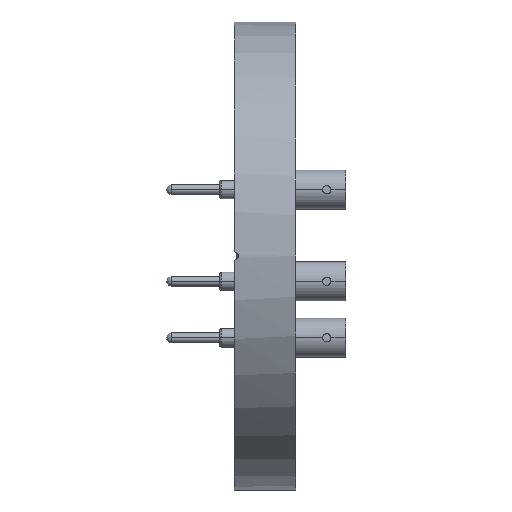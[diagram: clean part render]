
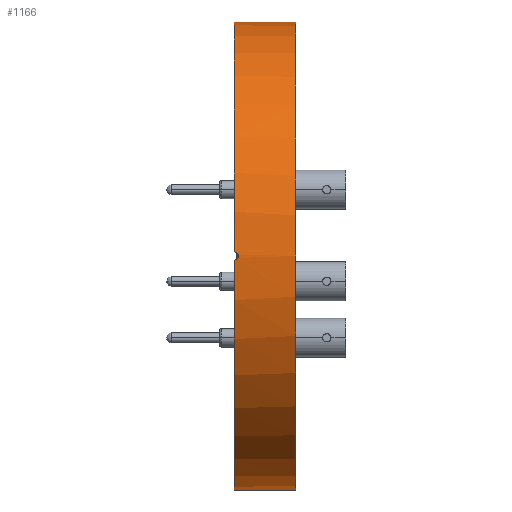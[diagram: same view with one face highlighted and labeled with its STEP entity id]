
A CAD part, left-side view. The second image highlights one B-rep face of the part: STEP entity #1166.
In plain terms, the highlighted cylindrical face has radius 57.15 mm (diameter 114.3 mm), a partial arc.
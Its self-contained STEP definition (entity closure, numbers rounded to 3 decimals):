
#5 = EDGE_CURVE ( 'NONE', #2930, #2820, #921, .T. ) ;
#57 = CARTESIAN_POINT ( 'NONE',  ( -57.15, -0.974, -0.261 ) ) ;
#111 = ORIENTED_EDGE ( 'NONE', *, *, #1245, .T. ) ;
#175 = DIRECTION ( 'NONE',  ( 0., 1., 0. ) ) ;
#244 = EDGE_LOOP ( 'NONE', ( #2662, #111, #1313, #2390, #1264, #1077 ) ) ;
#265 = CARTESIAN_POINT ( 'NONE',  ( -57.141, -0.264, -1. ) ) ;
#270 = CARTESIAN_POINT ( 'NONE',  ( 0., 0., 0. ) ) ;
#301 = CIRCLE ( 'NONE', #2853, 57.15 ) ;
#456 = DIRECTION ( 'NONE',  ( 0., 1., 0. ) ) ;
#499 = DIRECTION ( 'NONE',  ( 0., 1., 0. ) ) ;
#526 = CARTESIAN_POINT ( 'NONE',  ( -57.141, 0., -1. ) ) ;
#750 = CYLINDRICAL_SURFACE ( 'NONE', #2609, 57.15 ) ;
#763 = CARTESIAN_POINT ( 'NONE',  ( -57.147, -0.801, -0.613 ) ) ;
#830 = CIRCLE ( 'NONE', #2864, 57.15 ) ;
#900 = DIRECTION ( 'NONE',  ( 0., 1., 0. ) ) ;
#921 = LINE ( 'NONE', #1547, #926 ) ;
#926 = VECTOR ( 'NONE', #456, 1000. ) ;
#1077 = ORIENTED_EDGE ( 'NONE', *, *, #2436, .F. ) ;
#1149 = EDGE_CURVE ( 'NONE', #2406, #3008, #1285, .T. ) ;
#1160 = CARTESIAN_POINT ( 'NONE',  ( 0., -15., 57.15 ) ) ;
#1166 = ADVANCED_FACE ( 'NONE', ( #1668 ), #750, .T. ) ;
#1204 = CARTESIAN_POINT ( 'NONE',  ( -57.141, 0., 1. ) ) ;
#1210 = DIRECTION ( 'NONE',  ( 0., 0., 1. ) ) ;
#1228 = CARTESIAN_POINT ( 'NONE',  ( -57.15, -1., -0.13 ) ) ;
#1245 = EDGE_CURVE ( 'NONE', #1491, #2930, #301, .T. ) ;
#1264 = ORIENTED_EDGE ( 'NONE', *, *, #1149, .T. ) ;
#1285 = B_SPLINE_CURVE_WITH_KNOTS ( 'NONE', 3,
 ( #1204, #1424, #1650, #1444, #1470, #2402, #2890, #1947, #2596, #1228, #57, #2374, #763, #1703, #265, #526 ),
 .UNSPECIFIED., .F., .F.,
 ( 4, 2, 2, 2, 2, 2, 2, 4 ),
 ( 0., 0., 0.001, 0.001, 0.002, 0.002, 0.002, 0.003 ),
 .UNSPECIFIED. ) ;
#1313 = ORIENTED_EDGE ( 'NONE', *, *, #5, .T. ) ;
#1364 = CARTESIAN_POINT ( 'NONE',  ( 0., 0., -57.15 ) ) ;
#1424 = CARTESIAN_POINT ( 'NONE',  ( -57.141, -0.132, 1. ) ) ;
#1444 = CARTESIAN_POINT ( 'NONE',  ( -57.143, -0.504, 0.874 ) ) ;
#1470 = CARTESIAN_POINT ( 'NONE',  ( -57.144, -0.615, 0.799 ) ) ;
#1485 = AXIS2_PLACEMENT_3D ( 'NONE', #270, #2381, #1210 ) ;
#1491 = VERTEX_POINT ( 'NONE', #2072 ) ;
#1506 = DIRECTION ( 'NONE',  ( 0., 1., 0. ) ) ;
#1534 = CARTESIAN_POINT ( 'NONE',  ( 0., -15., 0. ) ) ;
#1547 = CARTESIAN_POINT ( 'NONE',  ( 0., -15., 57.15 ) ) ;
#1578 = CARTESIAN_POINT ( 'NONE',  ( -57.141, 0., 1. ) ) ;
#1650 = CARTESIAN_POINT ( 'NONE',  ( -57.142, -0.262, 0.974 ) ) ;
#1668 = FACE_OUTER_BOUND ( 'NONE', #244, .T. ) ;
#1703 = CARTESIAN_POINT ( 'NONE',  ( -57.143, -0.521, -0.893 ) ) ;
#1786 = CARTESIAN_POINT ( 'NONE',  ( 0., -15., -57.15 ) ) ;
#1796 = DIRECTION ( 'NONE',  ( 0., 0., 1. ) ) ;
#1947 = CARTESIAN_POINT ( 'NONE',  ( -57.15, -0.974, 0.263 ) ) ;
#2012 = DIRECTION ( 'NONE',  ( 0., 0., 1. ) ) ;
#2072 = CARTESIAN_POINT ( 'NONE',  ( 0., -15., -57.15 ) ) ;
#2182 = DIRECTION ( 'NONE',  ( 0., 0., 1. ) ) ;
#2307 = LINE ( 'NONE', #1786, #2377 ) ;
#2374 = CARTESIAN_POINT ( 'NONE',  ( -57.148, -0.874, -0.503 ) ) ;
#2377 = VECTOR ( 'NONE', #900, 1000. ) ;
#2381 = DIRECTION ( 'NONE',  ( 0., 1., 0. ) ) ;
#2390 = ORIENTED_EDGE ( 'NONE', *, *, #2610, .F. ) ;
#2402 = CARTESIAN_POINT ( 'NONE',  ( -57.147, -0.799, 0.615 ) ) ;
#2406 = VERTEX_POINT ( 'NONE', #1578 ) ;
#2436 = EDGE_CURVE ( 'NONE', #2866, #3008, #830, .T. ) ;
#2579 = EDGE_CURVE ( 'NONE', #1491, #2866, #2307, .T. ) ;
#2596 = CARTESIAN_POINT ( 'NONE',  ( -57.15, -1., 0.131 ) ) ;
#2606 = CARTESIAN_POINT ( 'NONE',  ( -57.141, 0., -1. ) ) ;
#2609 = AXIS2_PLACEMENT_3D ( 'NONE', #2614, #499, #2182 ) ;
#2610 = EDGE_CURVE ( 'NONE', #2406, #2820, #2949, .T. ) ;
#2614 = CARTESIAN_POINT ( 'NONE',  ( 0., -15., 0. ) ) ;
#2662 = ORIENTED_EDGE ( 'NONE', *, *, #2579, .F. ) ;
#2818 = CARTESIAN_POINT ( 'NONE',  ( 0., 0., 57.15 ) ) ;
#2820 = VERTEX_POINT ( 'NONE', #2818 ) ;
#2853 = AXIS2_PLACEMENT_3D ( 'NONE', #1534, #1506, #2012 ) ;
#2864 = AXIS2_PLACEMENT_3D ( 'NONE', #2978, #175, #1796 ) ;
#2866 = VERTEX_POINT ( 'NONE', #1364 ) ;
#2890 = CARTESIAN_POINT ( 'NONE',  ( -57.148, -0.874, 0.503 ) ) ;
#2930 = VERTEX_POINT ( 'NONE', #1160 ) ;
#2949 = CIRCLE ( 'NONE', #1485, 57.15 ) ;
#2978 = CARTESIAN_POINT ( 'NONE',  ( 0., 0., 0. ) ) ;
#3008 = VERTEX_POINT ( 'NONE', #2606 ) ;
